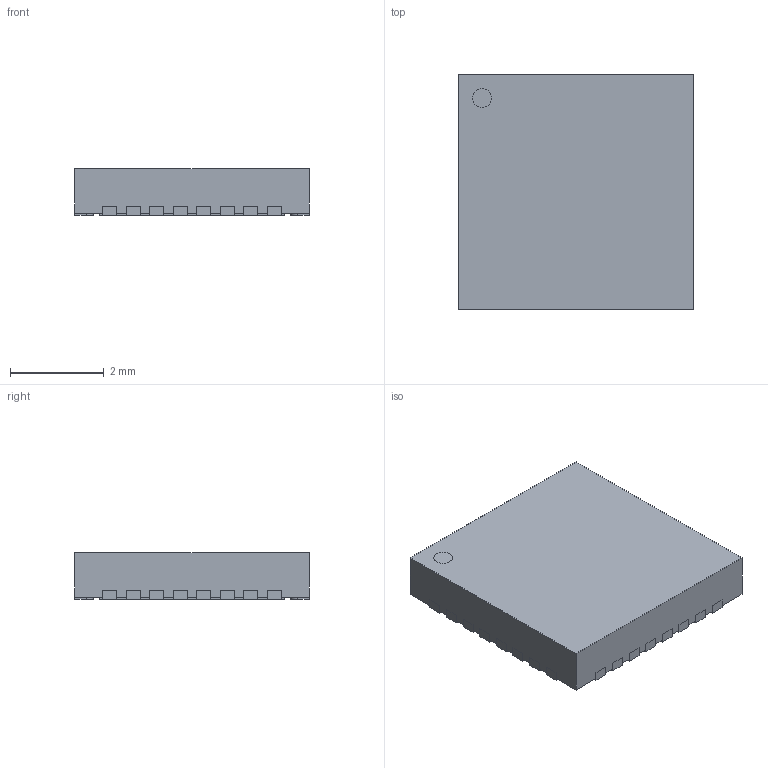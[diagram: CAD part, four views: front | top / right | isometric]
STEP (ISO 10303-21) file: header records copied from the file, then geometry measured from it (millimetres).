
FILE_DESCRIPTION((''),'2;1');
FILE_NAME('QFN50P500X500X100-33N-S395.stp','2014-10-29T17:16:22',(''),(''),'Mechanical Desktop 2011','Mechanical Desktop 2011',', , ');
FILE_SCHEMA(('AUTOMOTIVE_DESIGN { 1 2 10303 214 1 1 1 1 }'));
Length unit declared in the file: millimetre
Products named in the file (1): Product
Bounding box: 5 x 5 x 1 mm (x, y, z)
Volume: 24.7 mm3; surface area: 119.8 mm2
Topology: 35 solids, 35 shells, 339 faces, 804 edges, 536 vertices
Faces by surface type: plane 201, bspline 86, cylinder 52
Entity records: 9927 total; most frequent: CARTESIAN_POINT 2162, ORIENTED_EDGE 1608, DIRECTION 1448, EDGE_CURVE 804, VECTOR 668, LINE 668, VERTEX_POINT 536, AXIS2_PLACEMENT_3D 390
